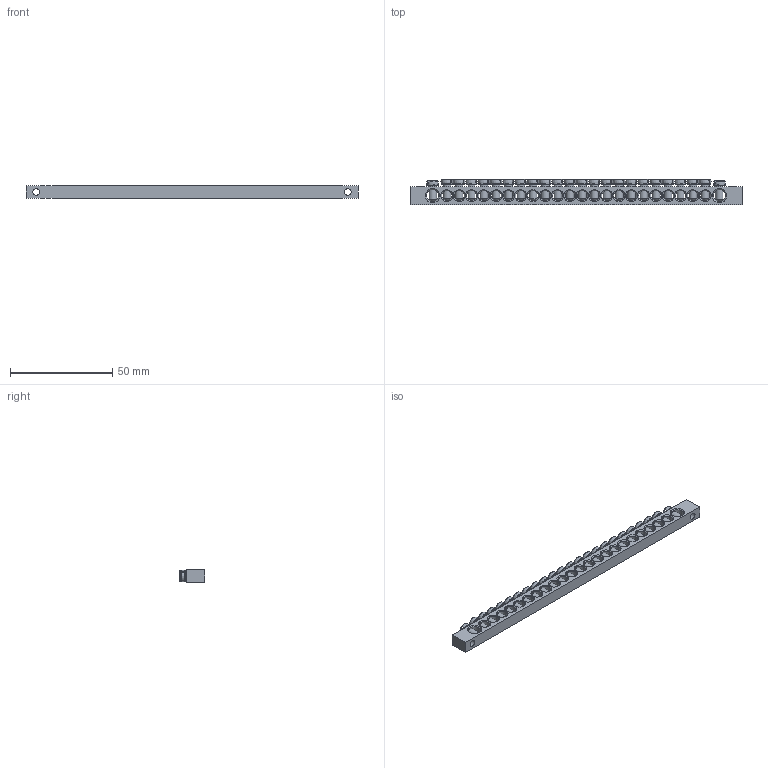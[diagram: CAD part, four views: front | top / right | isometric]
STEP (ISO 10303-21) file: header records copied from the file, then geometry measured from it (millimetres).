
FILE_DESCRIPTION(/* description */ (''),/* implementation_level */ '2;1');
FILE_NAME(/* name */ '6х9-24_2.stp',/* time_stamp */ '2021-04-12T22:44:25+03:00',/* author */ ('Admin'),/* organization */ (''),/* preprocessor_version */ 'ST-DEVELOPER v15.6',/* originating_system */ 'Autodesk Inventor 2015',/* authorisation */ '');
FILE_SCHEMA (('AUTOMOTIVE_DESIGN { 1 0 10303 214 3 1 1 }'));
Length unit declared in the file: millimetre
Products named in the file (3): 6х9-24_2; Винт M4x8; -ноль) X_2
Assembly tree (25 placements, depth 2):
  -ноль) X_2
    6х9-24_2
    Винт M4x8  x24
Bounding box: 162 x 12.65 x 6 mm (x, y, z)
Volume: 8396.4 mm3; surface area: 11282.8 mm2
Topology: 25 solids, 25 shells, 704 faces, 1857 edges, 1227 vertices
Faces by surface type: plane 366, cone 120, cylinder 74, torus 72, sphere 48, bspline 24
Full cylindrical faces by diameter (mm): 3.242 x26, 3.9 x24, 5 x22, 6 x2
Entity records: 4728 total; most frequent: CARTESIAN_POINT 1462, DIRECTION 656, ORIENTED_EDGE 444, EDGE_LOOP 331, AXIS2_PLACEMENT_3D 311, EDGE_CURVE 222, FACE_BOUND 202, VERTEX_POINT 199
